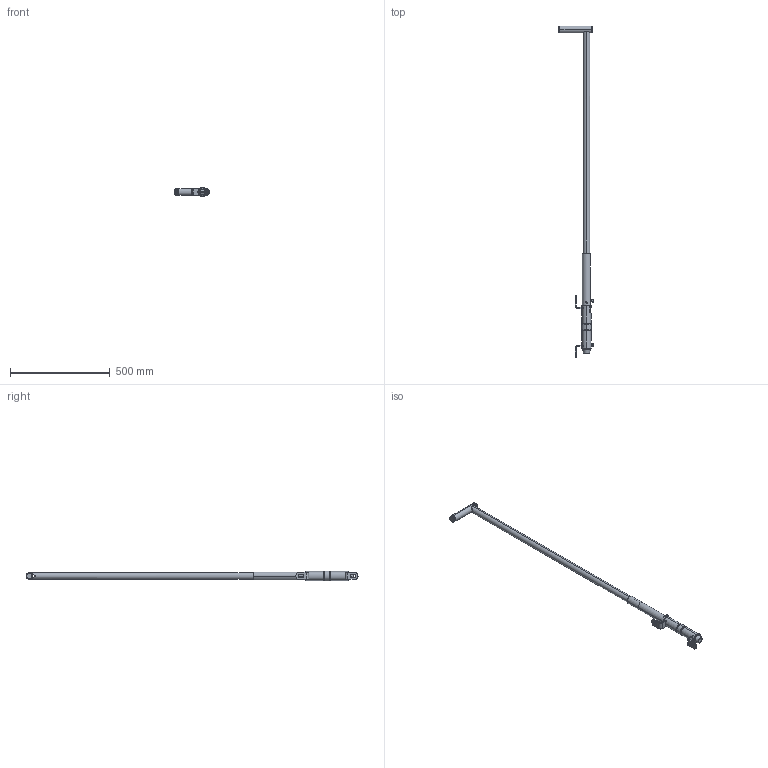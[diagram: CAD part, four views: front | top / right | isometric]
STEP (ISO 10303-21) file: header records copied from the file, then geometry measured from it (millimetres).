
FILE_DESCRIPTION (( 'STEP AP203' ), '1' );
FILE_NAME ('0501000000.STEP', '2024-07-02T12:42:49', ( '' ), ( '' ), 'SwSTEP 2.0', 'SolidWorks 2022', '' );
FILE_SCHEMA (( 'CONFIG_CONTROL_DESIGN' ));
Length unit declared in the file: metre
Products named in the file (1): 0501000000
Bounding box: 171.45 x 1660.06 x 48 mm (x, y, z)
Volume: 599055.6 mm3; surface area: 465839.8 mm2
Topology: 10 solids, 10 shells, 253 faces, 586 edges, 352 vertices
Faces by surface type: cylinder 94, plane 85, cone 50, torus 24
Entity records: 8555 total; most frequent: CARTESIAN_POINT 2774, DIRECTION 1224, ORIENTED_EDGE 1148, EDGE_CURVE 574, AXIS2_PLACEMENT_3D 488, VERTEX_POINT 352, EDGE_LOOP 288, FACE_OUTER_BOUND 253
